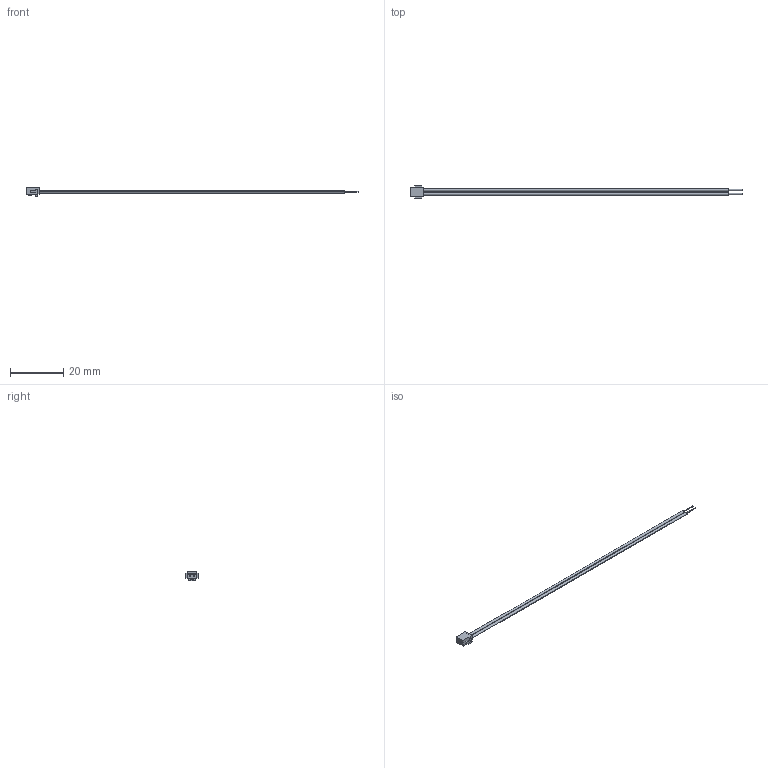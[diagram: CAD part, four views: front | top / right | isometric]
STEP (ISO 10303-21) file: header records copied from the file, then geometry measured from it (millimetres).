
FILE_DESCRIPTION (( 'STEP AP214' ), '1' );
FILE_NAME ('TO_101.STEP', '2015-10-28T04:59:37', ( '' ), ( '' ), 'SwSTEP 2.0', 'SolidWorks 2015', '' );
FILE_SCHEMA (( 'AUTOMOTIVE_DESIGN' ));
Length unit declared in the file: millimetre
Products named in the file (2): plug; TO_101
Assembly tree (1 placements, depth 2):
  TO_101
    plug
Bounding box: 124.4 x 4.5 x 3.7 mm (x, y, z)
Volume: 229.6 mm3; surface area: 845.5 mm2
Topology: 1 solids, 1 shells, 73 faces, 186 edges, 124 vertices
Faces by surface type: plane 61, cylinder 12
Entity records: 2254 total; most frequent: CARTESIAN_POINT 387, ORIENTED_EDGE 372, DIRECTION 364, EDGE_CURVE 186, VECTOR 162, LINE 162, VERTEX_POINT 124, AXIS2_PLACEMENT_3D 101
